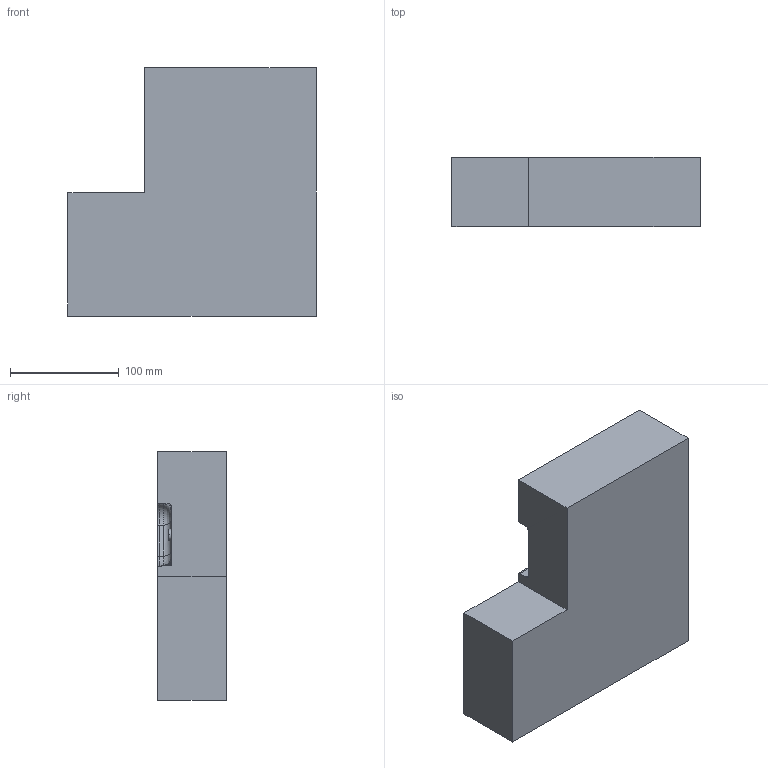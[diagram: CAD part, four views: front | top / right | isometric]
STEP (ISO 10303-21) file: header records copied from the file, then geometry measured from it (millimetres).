
FILE_DESCRIPTION(('produced by SPATIAL CORP'),'2;1');
FILE_NAME( 'bottom_test.prt.hh.sat.stp' ,'2002-04-19T13:30:39+00:00',('SPATIAL CORP'),('SPATIAL CORP'), 'ACIS STEP Husk','http://www.spatial.com','SPATIAL CORP');
FILE_SCHEMA(('CONFIG_CONTROL_DESIGN'));
Length unit declared in the file: millimetre
Products named in the file (1): PRODUCT_ID_1
Bounding box: 228.6 x 63.5 x 228.6 mm (x, y, z)
Volume: 2741802.8 mm3; surface area: 149271.1 mm2
Topology: 1 solids, 1 shells, 63 faces, 159 edges, 99 vertices
Faces by surface type: plane 24, cylinder 24, bspline 8, torus 5, cone 2
Entity records: 6418 total; most frequent: CARTESIAN_POINT 4865, ORIENTED_EDGE 318, DIRECTION 289, EDGE_CURVE 159, AXIS2_PLACEMENT_3D 101, VERTEX_POINT 99, VECTOR 87, LINE 87
